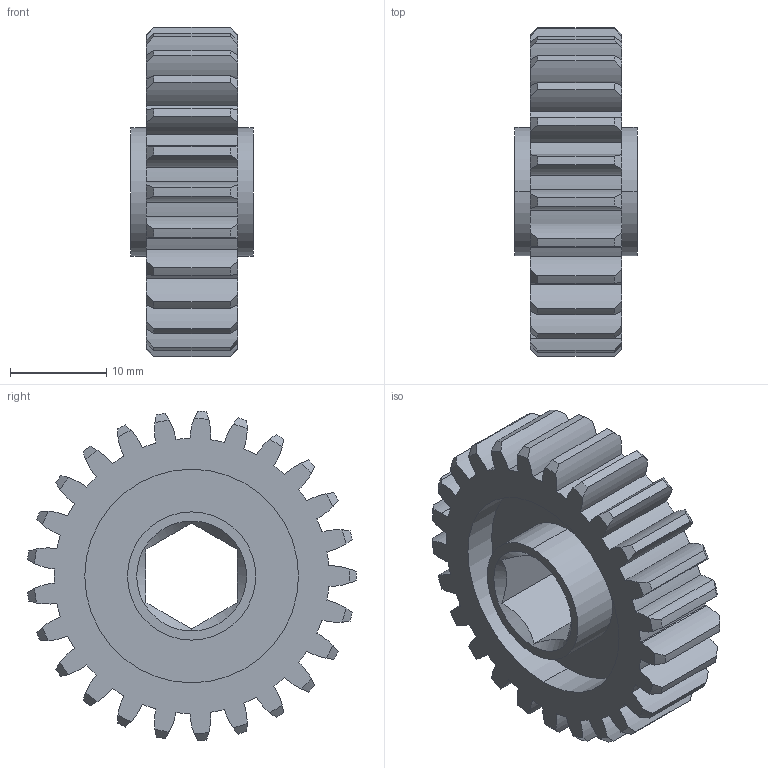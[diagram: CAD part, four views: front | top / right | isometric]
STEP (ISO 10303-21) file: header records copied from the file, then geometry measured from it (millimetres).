
FILE_DESCRIPTION (( 'STEP AP203' ), '1' );
FILE_NAME ('am-4391 25T 20DP 375hex 375 FW.STEP', '2022-06-30T16:07:15', ( '' ), ( '' ), 'SwSTEP 2.0', 'SolidWorks 2022', '' );
FILE_SCHEMA (( 'CONFIG_CONTROL_DESIGN' ));
Length unit declared in the file: inch
Products named in the file (1): am-4391 25T 20DP 375hex 375 FW
Bounding box: 12.7 x 34.21 x 34.27 mm (x, y, z)
Volume: 4991.9 mm3; surface area: 4619.2 mm2
Topology: 1 solids, 1 shells, 178 faces, 512 edges, 340 vertices
Faces by surface type: cylinder 112, cone 54, plane 12
Entity records: 6281 total; most frequent: CARTESIAN_POINT 1477, DIRECTION 1032, ORIENTED_EDGE 1024, EDGE_CURVE 512, AXIS2_PLACEMENT_3D 455, VERTEX_POINT 340, CIRCLE 276, EDGE_LOOP 184
